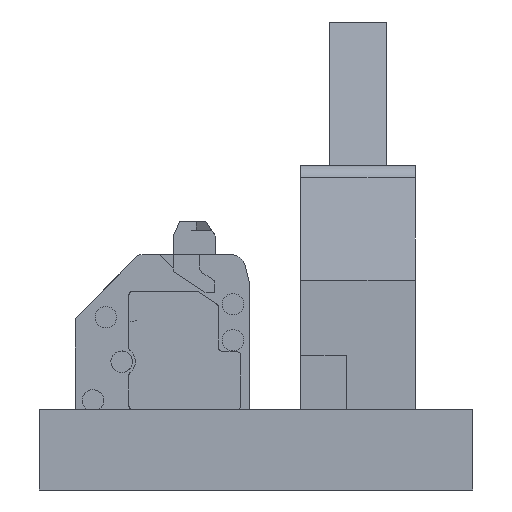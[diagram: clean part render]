
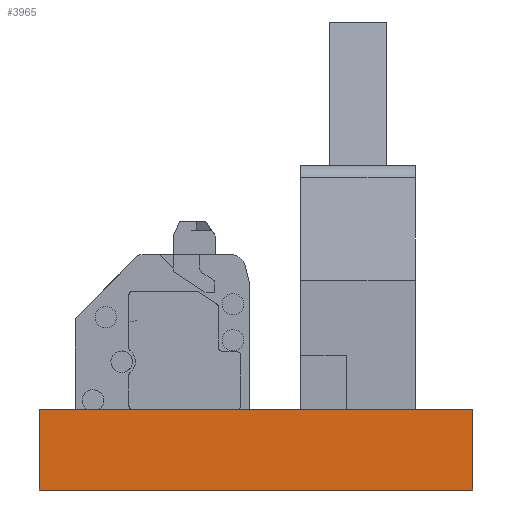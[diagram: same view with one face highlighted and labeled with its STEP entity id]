
A CAD part, left-side view. The second image highlights one B-rep face of the part: STEP entity #3965.
In plain terms, the highlighted planar face has unit normal (-1, 0, 0).
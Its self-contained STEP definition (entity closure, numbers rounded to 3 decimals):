
#3965=ADVANCED_FACE('',(#8412),#6496,.F.);
#6496=PLANE('',#51622);
#8412=FACE_OUTER_BOUND('',#10971,.T.);
#10971=EDGE_LOOP('',(#14431,#14432,#14433,#14434));
#14431=ORIENTED_EDGE('',*,*,#33072,.F.);
#14432=ORIENTED_EDGE('',*,*,#33073,.F.);
#14433=ORIENTED_EDGE('',*,*,#33074,.T.);
#14434=ORIENTED_EDGE('',*,*,#33070,.T.);
#28125=VERTEX_POINT('',#70555);
#28126=VERTEX_POINT('',#70557);
#28127=VERTEX_POINT('',#70561);
#28128=VERTEX_POINT('',#70563);
#33070=EDGE_CURVE('',#28126,#28125,#40185,.T.);
#33072=EDGE_CURVE('',#28127,#28125,#40187,.T.);
#33073=EDGE_CURVE('',#28128,#28127,#40188,.T.);
#33074=EDGE_CURVE('',#28128,#28126,#40189,.T.);
#40185=LINE('',#70556,#46020);
#40187=LINE('',#70560,#46022);
#40188=LINE('',#70562,#46023);
#40189=LINE('',#70564,#46024);
#46020=VECTOR('',#56192,1.);
#46022=VECTOR('',#56196,1.);
#46023=VECTOR('',#56197,1.);
#46024=VECTOR('',#56198,1.);
#51622=AXIS2_PLACEMENT_3D('',#70565,#56199,#56200);
#56192=DIRECTION('',(0.,-1.,0.));
#56196=DIRECTION('',(0.,0.,-1.));
#56197=DIRECTION('',(0.,-1.,0.));
#56198=DIRECTION('',(0.,0.,-1.));
#56199=DIRECTION('',(1.,0.,0.));
#56200=DIRECTION('',(0.,0.,-1.));
#70555=CARTESIAN_POINT('',(199.9,-167.416,-1.1));
#70556=CARTESIAN_POINT('',(199.9,-137.316,-1.1));
#70557=CARTESIAN_POINT('',(199.9,-137.216,-1.1));
#70560=CARTESIAN_POINT('',(199.9,-167.416,4.));
#70561=CARTESIAN_POINT('',(199.9,-167.416,4.5));
#70562=CARTESIAN_POINT('',(199.9,-137.316,4.5));
#70563=CARTESIAN_POINT('',(199.9,-137.216,4.5));
#70564=CARTESIAN_POINT('',(199.9,-137.216,4.));
#70565=CARTESIAN_POINT('',(199.9,-137.316,4.));
